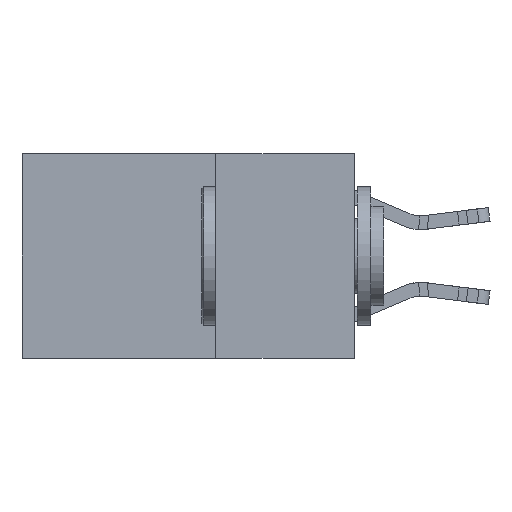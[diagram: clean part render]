
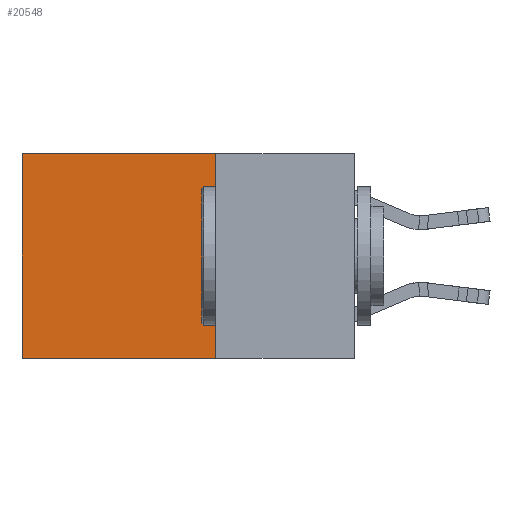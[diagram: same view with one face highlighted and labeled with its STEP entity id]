
A CAD part, left-side view. The second image highlights one B-rep face of the part: STEP entity #20548.
In plain terms, the highlighted planar face has unit normal (-1, 0, 0).
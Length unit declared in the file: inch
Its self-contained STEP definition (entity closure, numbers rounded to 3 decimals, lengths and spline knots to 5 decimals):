
#985 = DIRECTION ( 'NONE',  ( 0., 0., -1. ) ) ;
#1943 = ORIENTED_EDGE ( 'NONE', *, *, #20434, .T. ) ;
#3610 = VECTOR ( 'NONE', #19187, 39.37008 ) ;
#3734 = CARTESIAN_POINT ( 'NONE',  ( 0.2625, 0.25, 0. ) ) ;
#5485 = EDGE_LOOP ( 'NONE', ( #7466, #17406, #14657, #1943 ) ) ;
#6269 = CARTESIAN_POINT ( 'NONE',  ( 0.2625, 0.6, -0.37 ) ) ;
#6347 = LINE ( 'NONE', #3734, #17042 ) ;
#7466 = ORIENTED_EDGE ( 'NONE', *, *, #11834, .T. ) ;
#8100 = CARTESIAN_POINT ( 'NONE',  ( 0.2625, 0.25, 0. ) ) ;
#8570 = PLANE ( 'NONE',  #22777 ) ;
#9402 = CARTESIAN_POINT ( 'NONE',  ( 0.2625, 0.25, -0.37 ) ) ;
#10418 = VERTEX_POINT ( 'NONE', #6269 ) ;
#10596 = EDGE_CURVE ( 'NONE', #19056, #21388, #6347, .T. ) ;
#11834 = EDGE_CURVE ( 'NONE', #27980, #10418, #15561, .T. ) ;
#13250 = CARTESIAN_POINT ( 'NONE',  ( 0.2625, 0.6, 0. ) ) ;
#14657 = ORIENTED_EDGE ( 'NONE', *, *, #10596, .F. ) ;
#14723 = CARTESIAN_POINT ( 'NONE',  ( 0.2625, 0.25, 0. ) ) ;
#15231 = CARTESIAN_POINT ( 'NONE',  ( 0.2625, 0.25, -0.37 ) ) ;
#15561 = LINE ( 'NONE', #13250, #24940 ) ;
#17042 = VECTOR ( 'NONE', #985, 39.37008 ) ;
#17406 = ORIENTED_EDGE ( 'NONE', *, *, #25419, .F. ) ;
#18940 = VECTOR ( 'NONE', #25772, 39.37008 ) ;
#19056 = VERTEX_POINT ( 'NONE', #19499 ) ;
#19187 = DIRECTION ( 'NONE',  ( 0., 1., 0. ) ) ;
#19499 = CARTESIAN_POINT ( 'NONE',  ( 0.2625, 0.25, 0. ) ) ;
#20434 = EDGE_CURVE ( 'NONE', #19056, #27980, #23808, .T. ) ;
#20548 = ADVANCED_FACE ( 'NONE', ( #22415 ), #8570, .F. ) ;
#21388 = VERTEX_POINT ( 'NONE', #15231 ) ;
#22263 = DIRECTION ( 'NONE',  ( 0., 0., -1. ) ) ;
#22415 = FACE_OUTER_BOUND ( 'NONE', #5485, .T. ) ;
#22777 = AXIS2_PLACEMENT_3D ( 'NONE', #8100, #27244, #22263 ) ;
#23808 = LINE ( 'NONE', #14723, #3610 ) ;
#23862 = LINE ( 'NONE', #9402, #18940 ) ;
#24940 = VECTOR ( 'NONE', #29617, 39.37008 ) ;
#25419 = EDGE_CURVE ( 'NONE', #21388, #10418, #23862, .T. ) ;
#25772 = DIRECTION ( 'NONE',  ( 0., 1., 0. ) ) ;
#27081 = CARTESIAN_POINT ( 'NONE',  ( 0.2625, 0.6, 0. ) ) ;
#27244 = DIRECTION ( 'NONE',  ( 1., 0., 0. ) ) ;
#27980 = VERTEX_POINT ( 'NONE', #27081 ) ;
#29617 = DIRECTION ( 'NONE',  ( 0., 0., -1. ) ) ;
